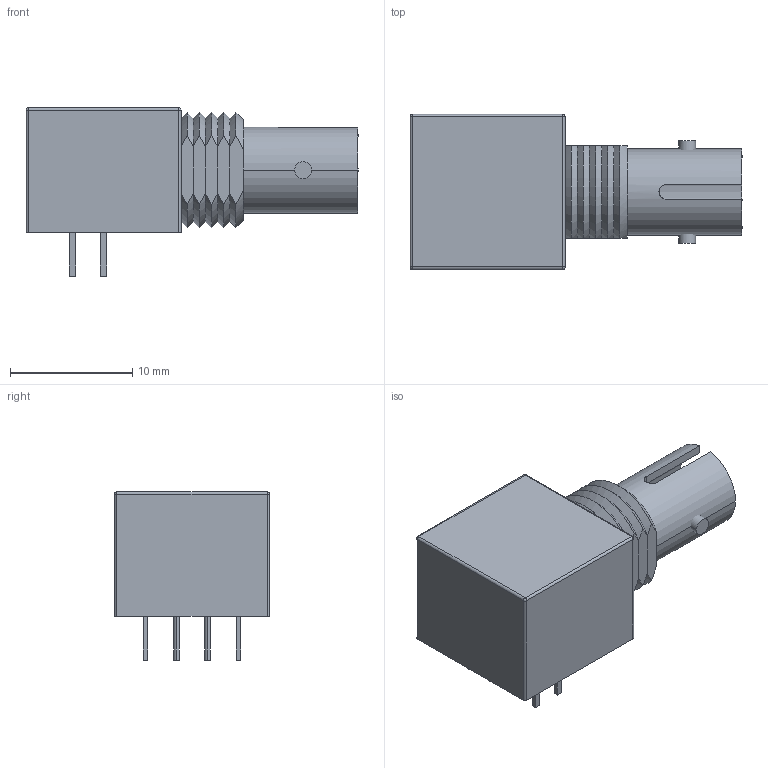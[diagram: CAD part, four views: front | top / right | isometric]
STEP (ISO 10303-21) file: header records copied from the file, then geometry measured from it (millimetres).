
FILE_DESCRIPTION((''),'2;1');
FILE_NAME('HFBR-x41xTZ.stp','2011-02-02T10:31:00',(''),(''),'Mechanical Desktop 2011','Mechanical Desktop 2011',', , ');
FILE_SCHEMA(('AUTOMOTIVE_DESIGN { 1 2 10303 214 1 1 1 1 }'));
Length unit declared in the file: millimetre
Products named in the file (1): Product
Bounding box: 27.2 x 12.7 x 13.8 mm (x, y, z)
Volume: 1953.5 mm3; surface area: 2161.5 mm2
Topology: 18 solids, 18 shells, 132 faces, 283 edges, 183 vertices
Faces by surface type: plane 67, cylinder 41, cone 20, sphere 4
Entity records: 3669 total; most frequent: CARTESIAN_POINT 781, DIRECTION 600, ORIENTED_EDGE 558, EDGE_CURVE 279, AXIS2_PLACEMENT_3D 237, VERTEX_POINT 183, EDGE_LOOP 144, FACE_OUTER_BOUND 132
